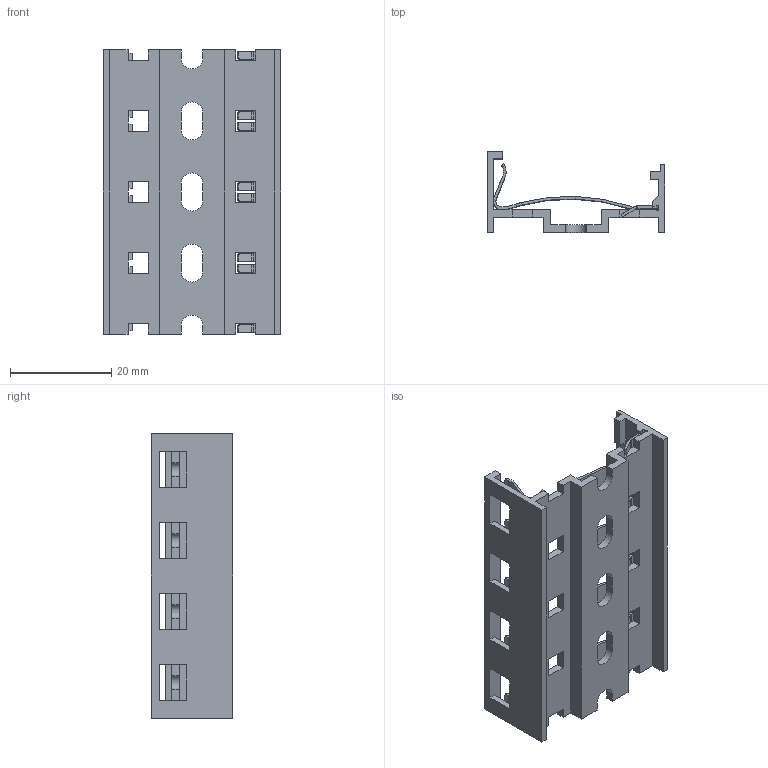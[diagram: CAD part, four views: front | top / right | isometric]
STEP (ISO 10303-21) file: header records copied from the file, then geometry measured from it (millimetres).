
FILE_DESCRIPTION((''),'2;1');
FILE_NAME('00175110407','2019-11-25T',('presta_be4'),(''),'CREO PARAMETRIC BY PTC INC, 2018360','CREO PARAMETRIC BY PTC INC, 2018360','');
FILE_SCHEMA(('CONFIG_CONTROL_DESIGN'));
Length unit declared in the file: millimetre
Products named in the file (1): 00175110407
Bounding box: 35 x 16 x 56 mm (x, y, z)
Volume: 5625.4 mm3; surface area: 10467.5 mm2
Topology: 1 solids, 1 shells, 508 faces, 1553 edges, 1026 vertices
Faces by surface type: plane 309, cylinder 199
Entity records: 19998 total; most frequent: CARTESIAN_POINT 5936, ORIENTED_EDGE 3106, DIRECTION 2775, EDGE_CURVE 1553, VECTOR 1051, LINE 1051, VERTEX_POINT 1026, AXIS2_PLACEMENT_3D 862
